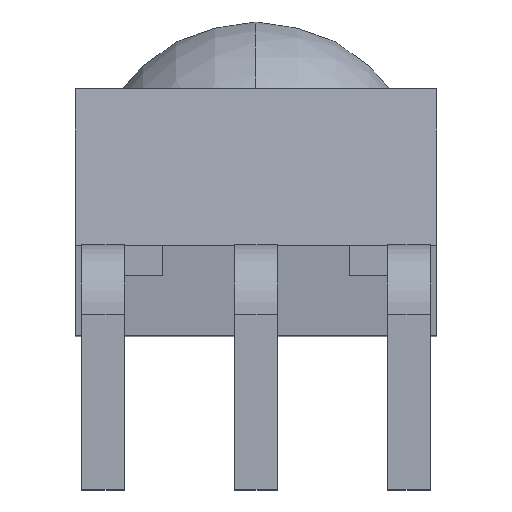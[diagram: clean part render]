
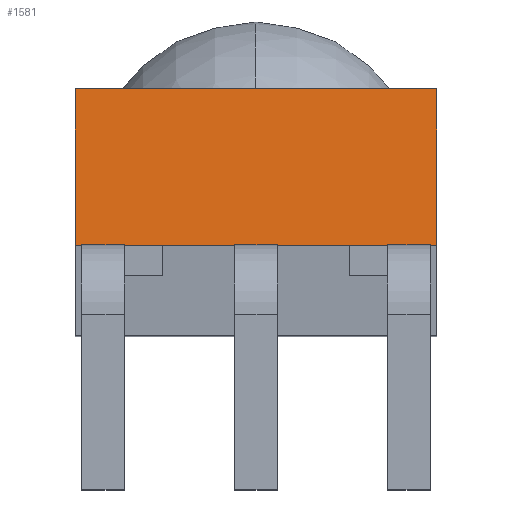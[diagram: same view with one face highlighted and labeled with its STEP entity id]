
A CAD part, top view. The second image highlights one B-rep face of the part: STEP entity #1581.
In plain terms, the highlighted planar face has unit normal (0, 0.081, 0.997).
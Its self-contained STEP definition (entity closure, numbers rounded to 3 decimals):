
#96 = CARTESIAN_POINT ( 'NONE',  ( 7., 1.5, 3.475 ) ) ;
#152 = VERTEX_POINT ( 'NONE', #847 ) ;
#153 = VECTOR ( 'NONE', #764, 1000. ) ;
#158 = VECTOR ( 'NONE', #1646, 1000. ) ;
#224 = DIRECTION ( 'NONE',  ( 0., -0.081, -0.997 ) ) ;
#375 = ORIENTED_EDGE ( 'NONE', *, *, #439, .F. ) ;
#382 = CARTESIAN_POINT ( 'NONE',  ( 7., 1.5, 3.475 ) ) ;
#424 = CARTESIAN_POINT ( 'NONE',  ( -3., 1.5, 3.475 ) ) ;
#439 = EDGE_CURVE ( 'NONE', #536, #706, #909, .T. ) ;
#498 = VECTOR ( 'NONE', #1389, 1000. ) ;
#506 = LINE ( 'NONE', #1202, #153 ) ;
#512 = DIRECTION ( 'NONE',  ( -1., 0., 0. ) ) ;
#513 = LINE ( 'NONE', #424, #158 ) ;
#536 = VERTEX_POINT ( 'NONE', #796 ) ;
#581 = CARTESIAN_POINT ( 'NONE',  ( 0., 4.1, 3.265 ) ) ;
#648 = EDGE_CURVE ( 'NONE', #152, #706, #513, .T. ) ;
#706 = VERTEX_POINT ( 'NONE', #961 ) ;
#764 = DIRECTION ( 'NONE',  ( 0., -0.997, 0.081 ) ) ;
#796 = CARTESIAN_POINT ( 'NONE',  ( 3., 1.5, 3.475 ) ) ;
#829 = EDGE_CURVE ( 'NONE', #1224, #152, #1697, .T. ) ;
#847 = CARTESIAN_POINT ( 'NONE',  ( -3., 4.1, 3.265 ) ) ;
#880 = DIRECTION ( 'NONE',  ( 0., 0.997, -0.081 ) ) ;
#909 = LINE ( 'NONE', #382, #1076 ) ;
#950 = FACE_OUTER_BOUND ( 'NONE', #1298, .T. ) ;
#961 = CARTESIAN_POINT ( 'NONE',  ( -3., 1.5, 3.475 ) ) ;
#1025 = PLANE ( 'NONE',  #1304 ) ;
#1076 = VECTOR ( 'NONE', #512, 1000. ) ;
#1135 = ORIENTED_EDGE ( 'NONE', *, *, #829, .T. ) ;
#1148 = EDGE_CURVE ( 'NONE', #1224, #536, #506, .T. ) ;
#1202 = CARTESIAN_POINT ( 'NONE',  ( 3., 4.641, 3.221 ) ) ;
#1224 = VERTEX_POINT ( 'NONE', #1401 ) ;
#1298 = EDGE_LOOP ( 'NONE', ( #1135, #1532, #375, #1684 ) ) ;
#1304 = AXIS2_PLACEMENT_3D ( 'NONE', #96, #224, #880 ) ;
#1389 = DIRECTION ( 'NONE',  ( -1., 0., 0. ) ) ;
#1401 = CARTESIAN_POINT ( 'NONE',  ( 3., 4.1, 3.265 ) ) ;
#1532 = ORIENTED_EDGE ( 'NONE', *, *, #648, .T. ) ;
#1581 = ADVANCED_FACE ( 'NONE', ( #950 ), #1025, .F. ) ;
#1646 = DIRECTION ( 'NONE',  ( 0., -0.997, 0.081 ) ) ;
#1684 = ORIENTED_EDGE ( 'NONE', *, *, #1148, .F. ) ;
#1697 = LINE ( 'NONE', #581, #498 ) ;
